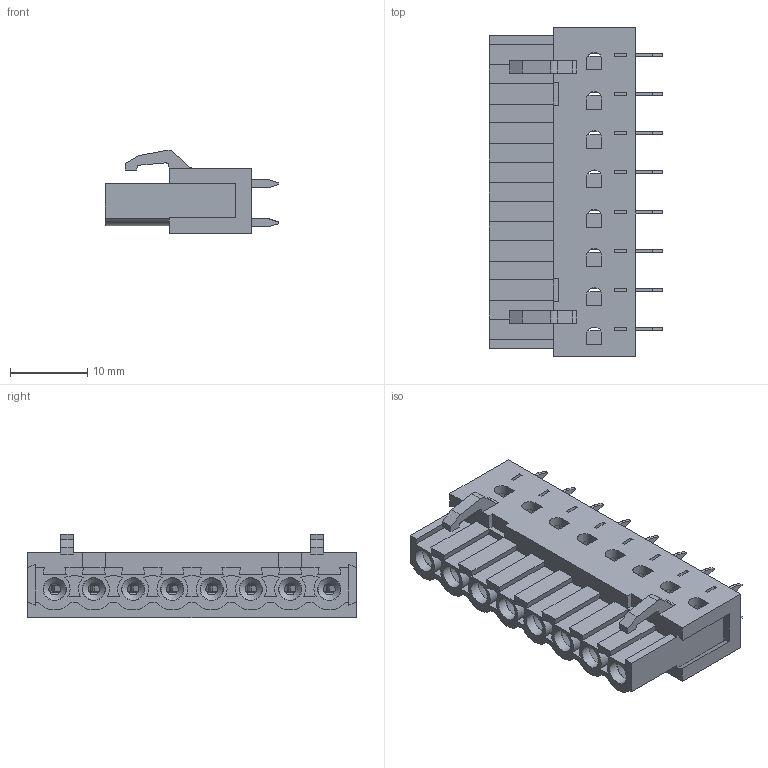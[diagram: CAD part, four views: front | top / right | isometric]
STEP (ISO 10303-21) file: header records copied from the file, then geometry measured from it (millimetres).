
FILE_DESCRIPTION( ( 'Unknown' ), '1' );
FILE_NAME( '691307500008.stp', 'Unknown', ( 'Unknown' ), ( 'Unknown' ), 'PSStep 15.0.49', 'Unknown', ' ' );
FILE_SCHEMA( ( 'AUTOMOTIVE_DESIGN { 1 0 10303 214 1 1 1 1 }' ) );
Length unit declared in the file: millimetre
Products named in the file (4): Assem1; contact; 691309510008; 691309510008_back wall
Assembly tree (10 placements, depth 2):
  Assem1
    contact  x8
    691309510008
    691309510008_back wall
Bounding box: 22.5 x 42.56 x 10.8 mm (x, y, z)
Volume: 3135.5 mm3; surface area: 7810.9 mm2
Topology: 10 solids, 10 shells, 1306 faces, 3505 edges, 2226 vertices
Faces by surface type: plane 916, cylinder 326, bspline 48, cone 8, sphere 8
Full cylindrical faces by diameter (mm): 0.7 x8, 1 x16, 1.5 x8, 3 x8
Entity records: 28575 total; most frequent: CARTESIAN_POINT 5128, ORIENTED_EDGE 3642, DIRECTION 3443, EDGE_CURVE 1821, LINE 1541, VECTOR 1541, VERTEX_POINT 1228, AXIS2_PLACEMENT_3D 951
